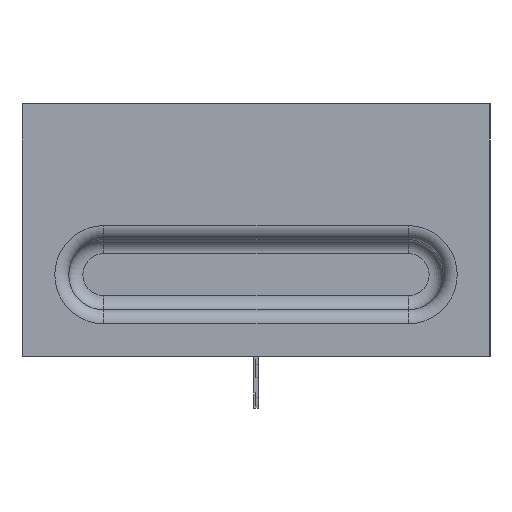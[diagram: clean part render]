
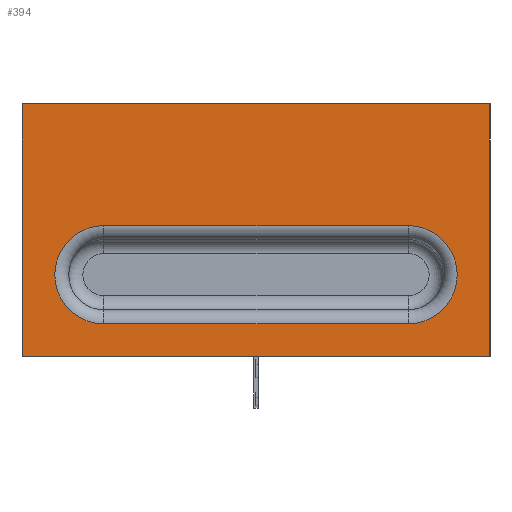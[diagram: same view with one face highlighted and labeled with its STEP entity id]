
A CAD part, left-side view. The second image highlights one B-rep face of the part: STEP entity #394.
In plain terms, the highlighted planar face has unit normal (-1, 0, 0).
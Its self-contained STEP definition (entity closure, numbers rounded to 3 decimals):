
#394 = ADVANCED_FACE( '', ( #891, #892 ), #893, .F. );
#891 = FACE_BOUND( '', #1447, .T. );
#892 = FACE_OUTER_BOUND( '', #1448, .T. );
#893 = PLANE( '', #1449 );
#1447 = EDGE_LOOP( '', ( #3197, #3198, #3199, #3200 ) );
#1448 = EDGE_LOOP( '', ( #3201, #3202, #3203, #3204 ) );
#1449 = AXIS2_PLACEMENT_3D( '', #3205, #3206, #3207 );
#3197 = ORIENTED_EDGE( '', *, *, #4172, .T. );
#3198 = ORIENTED_EDGE( '', *, *, #4173, .T. );
#3199 = ORIENTED_EDGE( '', *, *, #4174, .T. );
#3200 = ORIENTED_EDGE( '', *, *, #4175, .T. );
#3201 = ORIENTED_EDGE( '', *, *, #4138, .T. );
#3202 = ORIENTED_EDGE( '', *, *, #4176, .F. );
#3203 = ORIENTED_EDGE( '', *, *, #4177, .F. );
#3204 = ORIENTED_EDGE( '', *, *, #4178, .T. );
#3205 = CARTESIAN_POINT( '', ( -92., 50., 54. ) );
#3206 = DIRECTION( '', ( 1., 0., 0. ) );
#3207 = DIRECTION( '', ( 0., 0., -1. ) );
#4138 = EDGE_CURVE( '', #5123, #5121, #5124, .T. );
#4172 = EDGE_CURVE( '', #5177, #5178, #5179, .T. );
#4173 = EDGE_CURVE( '', #5178, #5180, #5181, .F. );
#4174 = EDGE_CURVE( '', #5180, #5182, #5183, .T. );
#4175 = EDGE_CURVE( '', #5182, #5177, #5184, .F. );
#4176 = EDGE_CURVE( '', #5185, #5121, #5186, .T. );
#4177 = EDGE_CURVE( '', #5187, #5185, #5188, .T. );
#4178 = EDGE_CURVE( '', #5187, #5123, #5189, .T. );
#5121 = VERTEX_POINT( '', #6562 );
#5123 = VERTEX_POINT( '', #6565 );
#5124 = LINE( '', #6566, #6567 );
#5177 = VERTEX_POINT( '', #6637 );
#5178 = VERTEX_POINT( '', #6638 );
#5179 = CIRCLE( '', #6639, 10.5 );
#5180 = VERTEX_POINT( '', #6640 );
#5181 = LINE( '', #6641, #6642 );
#5182 = VERTEX_POINT( '', #6643 );
#5183 = CIRCLE( '', #6644, 10.5 );
#5184 = LINE( '', #6645, #6646 );
#5185 = VERTEX_POINT( '', #6647 );
#5186 = LINE( '', #6648, #6649 );
#5187 = VERTEX_POINT( '', #6650 );
#5188 = LINE( '', #6651, #6652 );
#5189 = LINE( '', #6653, #6654 );
#6562 = CARTESIAN_POINT( '', ( -92., -50., 0. ) );
#6565 = CARTESIAN_POINT( '', ( -92., 50., 0. ) );
#6566 = CARTESIAN_POINT( '', ( -92., 50., 0. ) );
#6567 = VECTOR( '', #7610, 1000. );
#6637 = CARTESIAN_POINT( '', ( -92., 32.5, 7. ) );
#6638 = CARTESIAN_POINT( '', ( -92., 32.5, 28. ) );
#6639 = AXIS2_PLACEMENT_3D( '', #7676, #7677, #7678 );
#6640 = CARTESIAN_POINT( '', ( -92., -32.5, 28. ) );
#6641 = CARTESIAN_POINT( '', ( -92., 50., 28. ) );
#6642 = VECTOR( '', #7679, 1000. );
#6643 = CARTESIAN_POINT( '', ( -92., -32.5, 7. ) );
#6644 = AXIS2_PLACEMENT_3D( '', #7680, #7681, #7682 );
#6645 = CARTESIAN_POINT( '', ( -92., 50., 7. ) );
#6646 = VECTOR( '', #7683, 1000. );
#6647 = CARTESIAN_POINT( '', ( -92., -50., 54. ) );
#6648 = CARTESIAN_POINT( '', ( -92., -50., 54. ) );
#6649 = VECTOR( '', #7684, 1000. );
#6650 = CARTESIAN_POINT( '', ( -92., 50., 54. ) );
#6651 = CARTESIAN_POINT( '', ( -92., 50., 54. ) );
#6652 = VECTOR( '', #7685, 1000. );
#6653 = CARTESIAN_POINT( '', ( -92., 50., 54. ) );
#6654 = VECTOR( '', #7686, 1000. );
#7610 = DIRECTION( '', ( 0., -1., 0. ) );
#7676 = CARTESIAN_POINT( '', ( -92., 32.5, 17.5 ) );
#7677 = DIRECTION( '', ( 1., 0., 0. ) );
#7678 = DIRECTION( '', ( 0., 0., -1. ) );
#7679 = DIRECTION( '', ( 0., 1., 0. ) );
#7680 = CARTESIAN_POINT( '', ( -92., -32.5, 17.5 ) );
#7681 = DIRECTION( '', ( 1., 0., 0. ) );
#7682 = DIRECTION( '', ( 0., 0., -1. ) );
#7683 = DIRECTION( '', ( 0., -1., 0. ) );
#7684 = DIRECTION( '', ( 0., 0., -1. ) );
#7685 = DIRECTION( '', ( 0., -1., 0. ) );
#7686 = DIRECTION( '', ( 0., 0., -1. ) );
